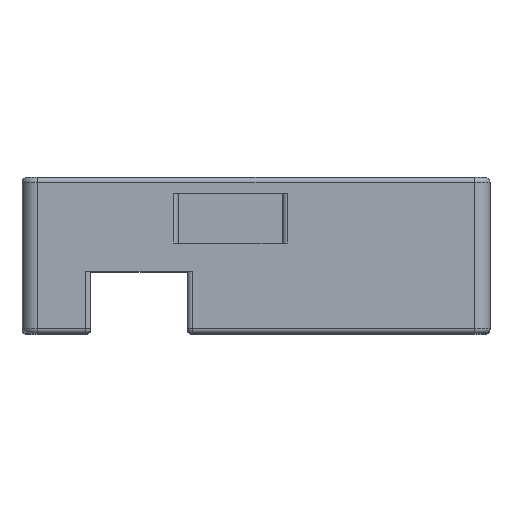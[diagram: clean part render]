
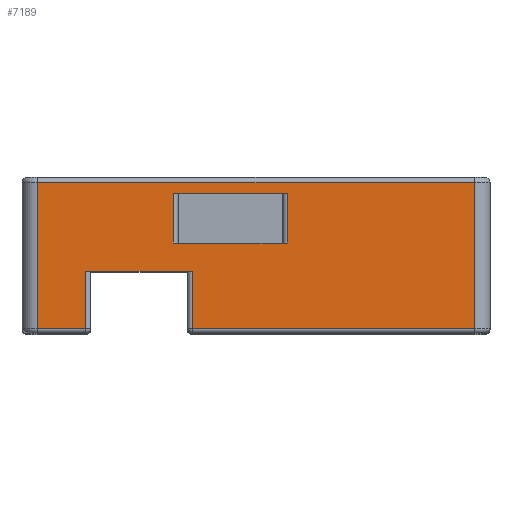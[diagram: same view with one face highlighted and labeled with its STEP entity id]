
A CAD part, top view. The second image highlights one B-rep face of the part: STEP entity #7189.
In plain terms, the highlighted planar face has unit normal (0, 0, 1).
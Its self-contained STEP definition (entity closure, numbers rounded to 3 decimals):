
#429=FACE_BOUND('',#1320,.T.);
#872=FACE_OUTER_BOUND('',#1319,.T.);
#1319=EDGE_LOOP('',(#5958,#5959,#5960,#5961,#5962,#5963,#5964,#5965));
#1320=EDGE_LOOP('',(#5966,#5967,#5968,#5969));
#1987=LINE('',#11941,#2729);
#1990=LINE('',#11952,#2732);
#2027=LINE('',#12087,#2769);
#2034=LINE('',#12126,#2776);
#2035=LINE('',#12129,#2777);
#2036=LINE('',#12131,#2778);
#2037=LINE('',#12133,#2779);
#2038=LINE('',#12134,#2780);
#2039=LINE('',#12137,#2781);
#2040=LINE('',#12139,#2782);
#2041=LINE('',#12141,#2783);
#2042=LINE('',#12142,#2784);
#2729=VECTOR('',#8916,10.);
#2732=VECTOR('',#8931,10.);
#2769=VECTOR('',#9072,10.);
#2776=VECTOR('',#9127,10.);
#2777=VECTOR('',#9132,10.);
#2778=VECTOR('',#9133,10.);
#2779=VECTOR('',#9134,10.);
#2780=VECTOR('',#9135,10.);
#2781=VECTOR('',#9136,10.);
#2782=VECTOR('',#9137,10.);
#2783=VECTOR('',#9138,10.);
#2784=VECTOR('',#9139,10.);
#3353=VERTEX_POINT('',#11934);
#3354=VERTEX_POINT('',#11939);
#3356=VERTEX_POINT('',#11950);
#3401=VERTEX_POINT('',#12084);
#3402=VERTEX_POINT('',#12086);
#3410=VERTEX_POINT('',#12125);
#3411=VERTEX_POINT('',#12130);
#3412=VERTEX_POINT('',#12132);
#3413=VERTEX_POINT('',#12135);
#3414=VERTEX_POINT('',#12136);
#3415=VERTEX_POINT('',#12138);
#3416=VERTEX_POINT('',#12140);
#4195=EDGE_CURVE('',#3354,#3353,#1987,.T.);
#4201=EDGE_CURVE('',#3356,#3354,#1990,.T.);
#4267=EDGE_CURVE('',#3401,#3402,#2027,.T.);
#4287=EDGE_CURVE('',#3402,#3410,#2034,.T.);
#4289=EDGE_CURVE('',#3410,#3356,#2035,.T.);
#4290=EDGE_CURVE('',#3411,#3401,#2036,.T.);
#4291=EDGE_CURVE('',#3412,#3411,#2037,.T.);
#4292=EDGE_CURVE('',#3353,#3412,#2038,.T.);
#4293=EDGE_CURVE('',#3413,#3414,#2039,.T.);
#4294=EDGE_CURVE('',#3415,#3414,#2040,.T.);
#4295=EDGE_CURVE('',#3415,#3416,#2041,.T.);
#4296=EDGE_CURVE('',#3413,#3416,#2042,.T.);
#5958=ORIENTED_EDGE('',*,*,#4195,.F.);
#5959=ORIENTED_EDGE('',*,*,#4201,.F.);
#5960=ORIENTED_EDGE('',*,*,#4289,.F.);
#5961=ORIENTED_EDGE('',*,*,#4287,.F.);
#5962=ORIENTED_EDGE('',*,*,#4267,.F.);
#5963=ORIENTED_EDGE('',*,*,#4290,.F.);
#5964=ORIENTED_EDGE('',*,*,#4291,.F.);
#5965=ORIENTED_EDGE('',*,*,#4292,.F.);
#5966=ORIENTED_EDGE('',*,*,#4293,.T.);
#5967=ORIENTED_EDGE('',*,*,#4294,.F.);
#5968=ORIENTED_EDGE('',*,*,#4295,.T.);
#5969=ORIENTED_EDGE('',*,*,#4296,.F.);
#6843=PLANE('',#7676);
#7189=ADVANCED_FACE('',(#872,#429),#6843,.T.);
#7676=AXIS2_PLACEMENT_3D('',#12128,#9130,#9131);
#8916=DIRECTION('',(-1.,0.,0.));
#8931=DIRECTION('',(0.,-1.,0.));
#9072=DIRECTION('',(-1.,0.,0.));
#9127=DIRECTION('',(0.,1.,0.));
#9130=DIRECTION('center_axis',(0.,0.,1.));
#9131=DIRECTION('ref_axis',(1.,0.,0.));
#9132=DIRECTION('',(-1.,0.,0.));
#9133=DIRECTION('',(0.,-1.,0.));
#9134=DIRECTION('',(1.,0.,0.));
#9135=DIRECTION('',(0.,1.,0.));
#9136=DIRECTION('',(-1.,0.,0.));
#9137=DIRECTION('',(0.,-1.,0.));
#9138=DIRECTION('',(1.,0.,0.));
#9139=DIRECTION('',(0.,1.,0.));
#11934=CARTESIAN_POINT('',(-28.,0.6,0.));
#11939=CARTESIAN_POINT('',(-21.8,0.6,0.));
#11941=CARTESIAN_POINT('',(-10.6,0.6,0.));
#11950=CARTESIAN_POINT('',(-21.8,8.,0.));
#11952=CARTESIAN_POINT('',(-21.8,9.,0.));
#12084=CARTESIAN_POINT('',(28.,0.6,0.));
#12086=CARTESIAN_POINT('',(-8.2,0.6,0.));
#12087=CARTESIAN_POINT('',(15.,0.6,0.));
#12125=CARTESIAN_POINT('',(-8.2,8.,0.));
#12126=CARTESIAN_POINT('',(-8.2,5.,0.));
#12128=CARTESIAN_POINT('Origin',(0.,10.,0.));
#12129=CARTESIAN_POINT('',(-8.8,8.,0.));
#12130=CARTESIAN_POINT('',(28.,19.4,0.));
#12131=CARTESIAN_POINT('',(28.,15.,0.));
#12132=CARTESIAN_POINT('',(-28.,19.4,0.));
#12133=CARTESIAN_POINT('',(-15.,19.4,0.));
#12134=CARTESIAN_POINT('',(-28.,5.,0.));
#12135=CARTESIAN_POINT('',(4.,11.6,0.));
#12136=CARTESIAN_POINT('',(-10.6,11.6,0.));
#12137=CARTESIAN_POINT('',(1.7,11.6,0.));
#12138=CARTESIAN_POINT('',(-10.6,18.,0.));
#12139=CARTESIAN_POINT('',(-10.6,10.8,0.));
#12140=CARTESIAN_POINT('',(4.,18.,0.));
#12141=CARTESIAN_POINT('',(-5.,18.,0.));
#12142=CARTESIAN_POINT('',(4.,14.,0.));
